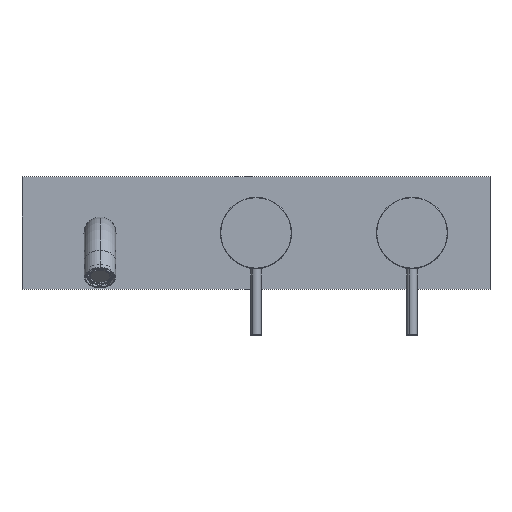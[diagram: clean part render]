
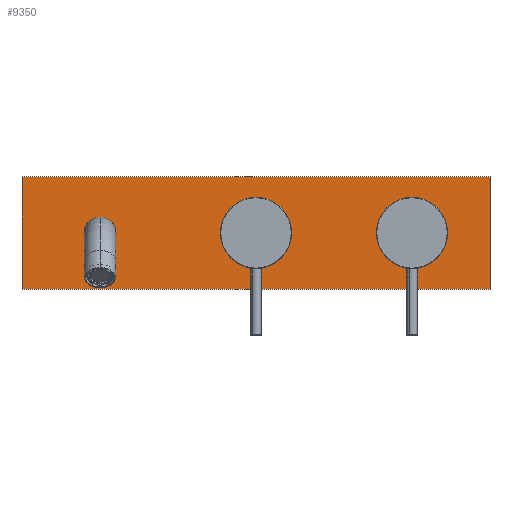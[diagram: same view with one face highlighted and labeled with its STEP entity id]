
A CAD part, top view. The second image highlights one B-rep face of the part: STEP entity #9350.
In plain terms, the highlighted planar face has unit normal (0, 0, 1).
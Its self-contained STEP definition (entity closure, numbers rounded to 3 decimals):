
#12 = CARTESIAN_POINT ( 'NONE',  ( 0., 0., 4. ) ) ;
#267 = DIRECTION ( 'NONE',  ( 1., 0., 0. ) ) ;
#545 = DIRECTION ( 'NONE',  ( 1., 0., 0. ) ) ;
#696 = CIRCLE ( 'NONE', #7466, 9.25 ) ;
#769 = EDGE_CURVE ( 'NONE', #2246, #1336, #1597, .T. ) ;
#860 = DIRECTION ( 'NONE',  ( 0., -1., 0. ) ) ;
#917 = DIRECTION ( 'NONE',  ( 0., 0., 1. ) ) ;
#957 = AXIS2_PLACEMENT_3D ( 'NONE', #6352, #4838, #7194 ) ;
#968 = CARTESIAN_POINT ( 'NONE',  ( 0., 0., 4. ) ) ;
#1003 = EDGE_LOOP ( 'NONE', ( #6438, #8479, #8004, #8543 ) ) ;
#1086 = VECTOR ( 'NONE', #2885, 1000. ) ;
#1112 = DIRECTION ( 'NONE',  ( 0., -1., 0. ) ) ;
#1149 = CARTESIAN_POINT ( 'NONE',  ( 32.5, 135., 4. ) ) ;
#1224 = CARTESIAN_POINT ( 'NONE',  ( 32.5, 135., 4. ) ) ;
#1336 = VERTEX_POINT ( 'NONE', #2432 ) ;
#1428 = CARTESIAN_POINT ( 'NONE',  ( -9.25, 90., 4. ) ) ;
#1547 = AXIS2_PLACEMENT_3D ( 'NONE', #968, #917, #267 ) ;
#1597 = CIRCLE ( 'NONE', #957, 20.25 ) ;
#1655 = PLANE ( 'NONE',  #9163 ) ;
#1952 = EDGE_LOOP ( 'NONE', ( #7827, #8378 ) ) ;
#1964 = VECTOR ( 'NONE', #7247, 1000. ) ;
#2018 = VECTOR ( 'NONE', #1112, 1000. ) ;
#2097 = CARTESIAN_POINT ( 'NONE',  ( -32.5, 135., 4. ) ) ;
#2118 = CARTESIAN_POINT ( 'NONE',  ( -32.5, 135., 4. ) ) ;
#2246 = VERTEX_POINT ( 'NONE', #8145 ) ;
#2355 = DIRECTION ( 'NONE',  ( 1., 0., 0. ) ) ;
#2432 = CARTESIAN_POINT ( 'NONE',  ( 20.25, 0., 4. ) ) ;
#2558 = CARTESIAN_POINT ( 'NONE',  ( 32.5, 135., 4. ) ) ;
#2629 = LINE ( 'NONE', #1149, #3311 ) ;
#2673 = CARTESIAN_POINT ( 'NONE',  ( 32.5, -135., 4. ) ) ;
#2798 = EDGE_CURVE ( 'NONE', #7190, #4152, #3171, .T. ) ;
#2811 = EDGE_CURVE ( 'NONE', #7040, #4527, #696, .T. ) ;
#2885 = DIRECTION ( 'NONE',  ( -1., 0., 0. ) ) ;
#2914 = CARTESIAN_POINT ( 'NONE',  ( 20.25, -90., 4. ) ) ;
#3171 = LINE ( 'NONE', #6170, #1964 ) ;
#3191 = ORIENTED_EDGE ( 'NONE', *, *, #8574, .F. ) ;
#3254 = AXIS2_PLACEMENT_3D ( 'NONE', #6987, #6842, #2355 ) ;
#3311 = VECTOR ( 'NONE', #6424, 1000. ) ;
#3399 = VERTEX_POINT ( 'NONE', #2558 ) ;
#3442 = LINE ( 'NONE', #1224, #1086 ) ;
#3751 = EDGE_CURVE ( 'NONE', #3399, #8026, #3442, .T. ) ;
#3836 = FACE_BOUND ( 'NONE', #1952, .T. ) ;
#3873 = EDGE_LOOP ( 'NONE', ( #5746, #3191 ) ) ;
#3885 = DIRECTION ( 'NONE',  ( 0., 0., -1. ) ) ;
#3939 = CARTESIAN_POINT ( 'NONE',  ( 0., -90., 4. ) ) ;
#4107 = VERTEX_POINT ( 'NONE', #4163 ) ;
#4152 = VERTEX_POINT ( 'NONE', #2673 ) ;
#4163 = CARTESIAN_POINT ( 'NONE',  ( -20.25, -90., 4. ) ) ;
#4527 = VERTEX_POINT ( 'NONE', #7118 ) ;
#4611 = FACE_BOUND ( 'NONE', #6153, .T. ) ;
#4613 = DIRECTION ( 'NONE',  ( 0., 0., 1. ) ) ;
#4690 = CIRCLE ( 'NONE', #1547, 20.25 ) ;
#4838 = DIRECTION ( 'NONE',  ( 0., 0., 1. ) ) ;
#5159 = AXIS2_PLACEMENT_3D ( 'NONE', #9164, #6978, #6935 ) ;
#5232 = VERTEX_POINT ( 'NONE', #2914 ) ;
#5583 = EDGE_CURVE ( 'NONE', #4527, #7040, #7176, .T. ) ;
#5746 = ORIENTED_EDGE ( 'NONE', *, *, #6556, .F. ) ;
#6148 = CARTESIAN_POINT ( 'NONE',  ( -32.5, -135., 4. ) ) ;
#6153 = EDGE_LOOP ( 'NONE', ( #7594, #6940 ) ) ;
#6170 = CARTESIAN_POINT ( 'NONE',  ( 32.5, -135., 4. ) ) ;
#6352 = CARTESIAN_POINT ( 'NONE',  ( 0., 0., 4. ) ) ;
#6424 = DIRECTION ( 'NONE',  ( 0., 1., 0. ) ) ;
#6438 = ORIENTED_EDGE ( 'NONE', *, *, #7385, .T. ) ;
#6556 = EDGE_CURVE ( 'NONE', #4107, #5232, #9226, .T. ) ;
#6842 = DIRECTION ( 'NONE',  ( 0., 0., 1. ) ) ;
#6935 = DIRECTION ( 'NONE',  ( 1., 0., 0. ) ) ;
#6940 = ORIENTED_EDGE ( 'NONE', *, *, #5583, .F. ) ;
#6941 = DIRECTION ( 'NONE',  ( 1., 0., 0. ) ) ;
#6978 = DIRECTION ( 'NONE',  ( 0., 0., 1. ) ) ;
#6987 = CARTESIAN_POINT ( 'NONE',  ( 0., 90., 4. ) ) ;
#7040 = VERTEX_POINT ( 'NONE', #1428 ) ;
#7118 = CARTESIAN_POINT ( 'NONE',  ( 9.25, 90., 4. ) ) ;
#7169 = EDGE_CURVE ( 'NONE', #1336, #2246, #4690, .T. ) ;
#7176 = CIRCLE ( 'NONE', #3254, 9.25 ) ;
#7190 = VERTEX_POINT ( 'NONE', #6148 ) ;
#7194 = DIRECTION ( 'NONE',  ( 1., 0., 0. ) ) ;
#7199 = DIRECTION ( 'NONE',  ( 0., 0., 1. ) ) ;
#7247 = DIRECTION ( 'NONE',  ( 1., 0., 0. ) ) ;
#7385 = EDGE_CURVE ( 'NONE', #8026, #7190, #8823, .T. ) ;
#7466 = AXIS2_PLACEMENT_3D ( 'NONE', #8553, #7199, #545 ) ;
#7594 = ORIENTED_EDGE ( 'NONE', *, *, #2811, .F. ) ;
#7707 = FACE_BOUND ( 'NONE', #3873, .T. ) ;
#7827 = ORIENTED_EDGE ( 'NONE', *, *, #769, .F. ) ;
#8004 = ORIENTED_EDGE ( 'NONE', *, *, #9452, .T. ) ;
#8026 = VERTEX_POINT ( 'NONE', #2118 ) ;
#8145 = CARTESIAN_POINT ( 'NONE',  ( -20.25, 0., 4. ) ) ;
#8378 = ORIENTED_EDGE ( 'NONE', *, *, #7169, .F. ) ;
#8382 = FACE_OUTER_BOUND ( 'NONE', #1003, .T. ) ;
#8479 = ORIENTED_EDGE ( 'NONE', *, *, #2798, .T. ) ;
#8543 = ORIENTED_EDGE ( 'NONE', *, *, #3751, .T. ) ;
#8553 = CARTESIAN_POINT ( 'NONE',  ( 0., 90., 4. ) ) ;
#8574 = EDGE_CURVE ( 'NONE', #5232, #4107, #9580, .T. ) ;
#8823 = LINE ( 'NONE', #2097, #2018 ) ;
#9163 = AXIS2_PLACEMENT_3D ( 'NONE', #12, #3885, #860 ) ;
#9164 = CARTESIAN_POINT ( 'NONE',  ( 0., -90., 4. ) ) ;
#9226 = CIRCLE ( 'NONE', #5159, 20.25 ) ;
#9350 = ADVANCED_FACE ( 'NONE', ( #3836, #7707, #4611, #8382 ), #1655, .F. ) ;
#9452 = EDGE_CURVE ( 'NONE', #4152, #3399, #2629, .T. ) ;
#9580 = CIRCLE ( 'NONE', #9737, 20.25 ) ;
#9737 = AXIS2_PLACEMENT_3D ( 'NONE', #3939, #4613, #6941 ) ;
